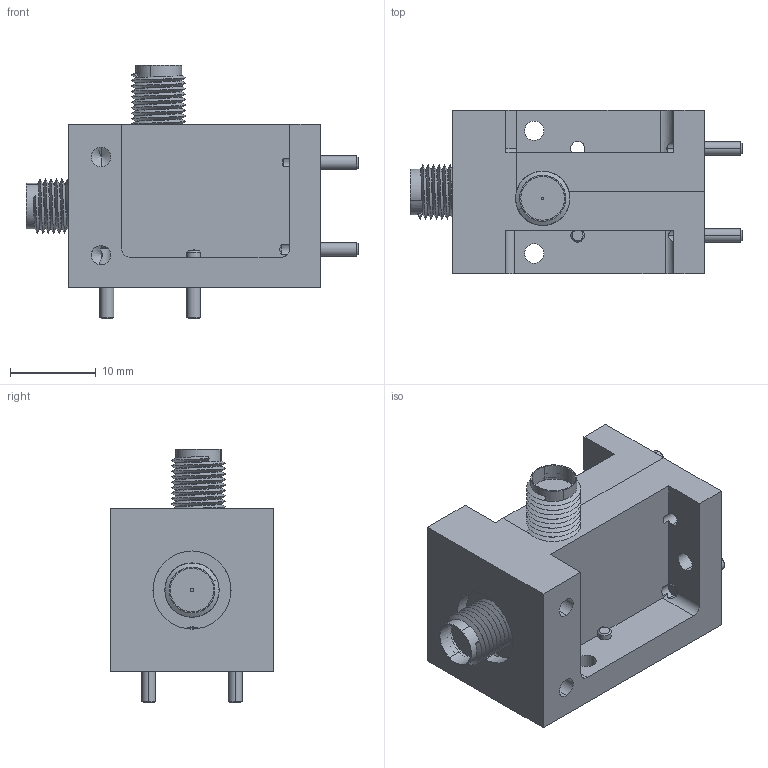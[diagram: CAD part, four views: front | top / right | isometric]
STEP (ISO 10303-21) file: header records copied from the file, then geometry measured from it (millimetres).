
FILE_DESCRIPTION (( 'STEP AP214' ), '1' );
FILE_NAME ('FB-ED-2-A.STEP', '2023-01-12T22:43:26', ( '' ), ( '' ), 'SwSTEP 2.0', 'SolidWorks 2021', '' );
FILE_SCHEMA (( 'AUTOMOTIVE_DESIGN' ));
Length unit declared in the file: inch
Products named in the file (1): FB-ED-2-A
Bounding box: 38.65 x 19.05 x 29.56 mm (x, y, z)
Volume: 7306.7 mm3; surface area: 6342.6 mm2
Topology: 14 solids, 14 shells, 550 faces, 1369 edges, 832 vertices
Faces by surface type: cylinder 221, cone 174, plane 151, bspline 4
Entity records: 26332 total; most frequent: CARTESIAN_POINT 6403, ORIENTED_EDGE 2682, DIRECTION 2607, EDGE_CURVE 1341, AXIS2_PLACEMENT_3D 990, VERTEX_POINT 832, VECTOR 627, LINE 627
